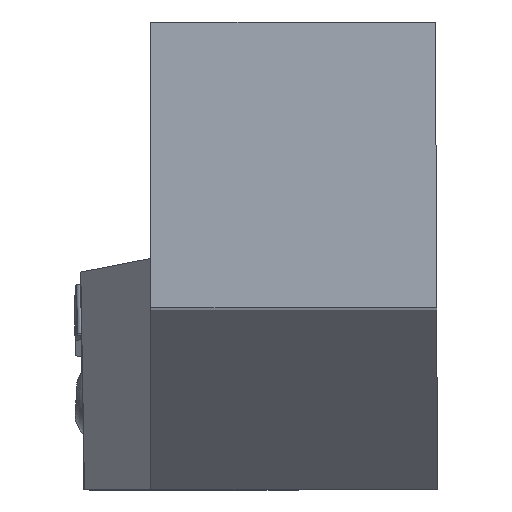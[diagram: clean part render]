
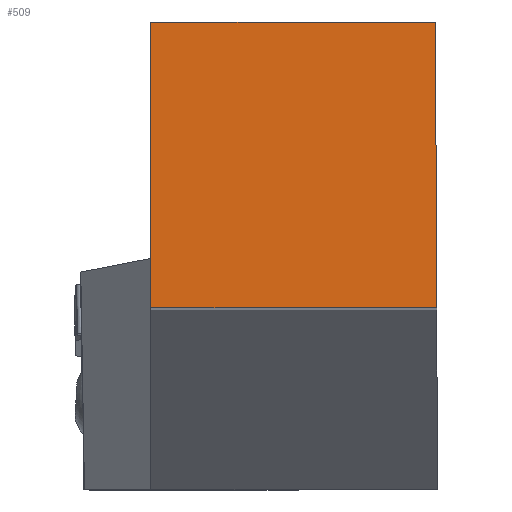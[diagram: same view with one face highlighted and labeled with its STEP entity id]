
A CAD part, top view. The second image highlights one B-rep face of the part: STEP entity #509.
In plain terms, the highlighted planar face has unit normal (0, 0, 1).
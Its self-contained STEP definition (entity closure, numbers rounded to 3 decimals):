
#340=FACE_OUTER_BOUND('',#1204,.T.);
#509=ADVANCED_FACE('BLANK_BOXF006',(#340),#691,.F.);
#691=PLANE('',#3187);
#775=LINE('',#4443,#985);
#779=LINE('',#4451,#989);
#780=LINE('',#4454,#990);
#781=LINE('',#4455,#991);
#985=VECTOR('',#3555,1.);
#989=VECTOR('',#3563,1.);
#990=VECTOR('',#3564,1.);
#991=VECTOR('',#3565,1.);
#1204=EDGE_LOOP('',(#1439,#1440,#1441,#1442));
#1439=ORIENTED_EDGE('',*,*,#2586,.F.);
#1440=ORIENTED_EDGE('',*,*,#2587,.F.);
#1441=ORIENTED_EDGE('',*,*,#2582,.F.);
#1442=ORIENTED_EDGE('',*,*,#2588,.F.);
#2300=VERTEX_POINT('',#4442);
#2301=VERTEX_POINT('',#4444);
#2303=VERTEX_POINT('',#4452);
#2304=VERTEX_POINT('',#4453);
#2582=EDGE_CURVE('',#2300,#2301,#775,.T.);
#2586=EDGE_CURVE('',#2303,#2304,#779,.T.);
#2587=EDGE_CURVE('',#2301,#2303,#780,.T.);
#2588=EDGE_CURVE('',#2304,#2300,#781,.T.);
#3187=AXIS2_PLACEMENT_3D('',#4456,#3566,#3567);
#3555=DIRECTION('',(0.004,-1.,0.));
#3563=DIRECTION('',(0.,1.,0.));
#3564=DIRECTION('',(-1.,0.,0.));
#3565=DIRECTION('',(1.,0.,0.));
#3566=DIRECTION('',(0.,0.,-1.));
#3567=DIRECTION('',(0.,-1.,0.));
#4442=CARTESIAN_POINT('',(-0.139,0.,0.));
#4443=CARTESIAN_POINT('',(-0.887,171.348,0.));
#4444=CARTESIAN_POINT('',(0.,-31.85,0.));
#4451=CARTESIAN_POINT('',(-31.85,-171.35,0.));
#4452=CARTESIAN_POINT('',(-31.85,-31.85,0.));
#4453=CARTESIAN_POINT('',(-31.85,0.,0.));
#4454=CARTESIAN_POINT('',(171.35,-31.85,0.));
#4455=CARTESIAN_POINT('',(-171.35,0.,0.));
#4456=CARTESIAN_POINT('',(-72.2,-51.85,0.));
